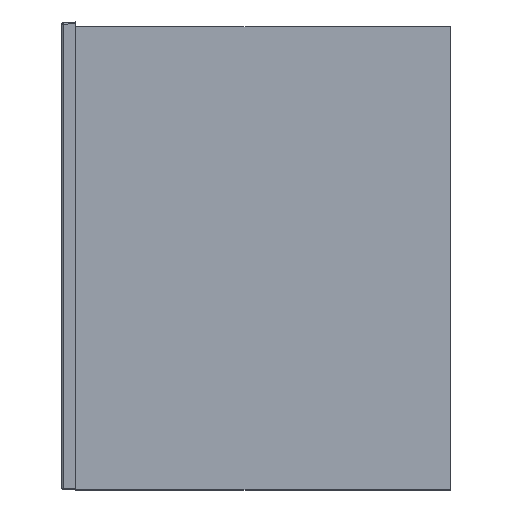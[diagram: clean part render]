
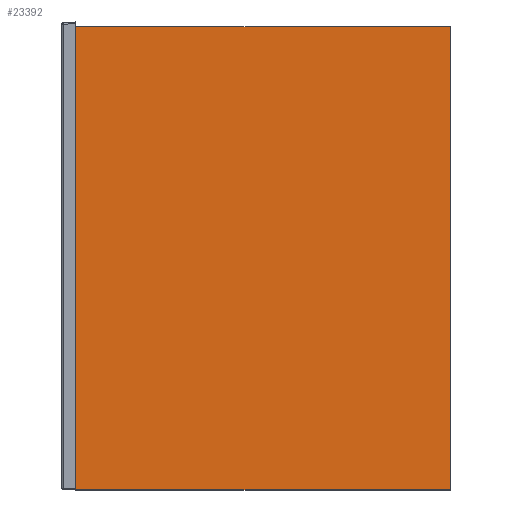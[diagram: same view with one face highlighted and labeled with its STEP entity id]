
A CAD part, left-side view. The second image highlights one B-rep face of the part: STEP entity #23392.
In plain terms, the highlighted face is planar.
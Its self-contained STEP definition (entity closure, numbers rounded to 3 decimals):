
#61 = ORIENTED_EDGE ( 'NONE', *, *, #4813, .T. ) ;
#1220 = LINE ( 'NONE', #22675, #31945 ) ;
#4813 = EDGE_CURVE ( 'NONE', #27302, #28076, #10062, .T. ) ;
#5689 = EDGE_CURVE ( 'NONE', #28278, #27302, #22767, .T. ) ;
#6086 = CARTESIAN_POINT ( 'NONE',  ( -247.5, -200., 33. ) ) ;
#6700 = VECTOR ( 'NONE', #8120, 1000. ) ;
#7281 = VECTOR ( 'NONE', #9704, 1000. ) ;
#7698 = ORIENTED_EDGE ( 'NONE', *, *, #5689, .T. ) ;
#8120 = DIRECTION ( 'NONE',  ( 1., 0., 0. ) ) ;
#8752 = DIRECTION ( 'NONE',  ( 0., -1., 0. ) ) ;
#9522 = CARTESIAN_POINT ( 'NONE',  ( 247.5, 200., 33. ) ) ;
#9629 = DIRECTION ( 'NONE',  ( 0., 0., -1. ) ) ;
#9704 = DIRECTION ( 'NONE',  ( 0., 1., 0. ) ) ;
#9813 = CARTESIAN_POINT ( 'NONE',  ( 0., 0., 33. ) ) ;
#10062 = LINE ( 'NONE', #9522, #7281 ) ;
#11365 = CARTESIAN_POINT ( 'NONE',  ( -247.5, -200., 33. ) ) ;
#11673 = EDGE_CURVE ( 'NONE', #28076, #33388, #1220, .T. ) ;
#13342 = CARTESIAN_POINT ( 'NONE',  ( 247.5, -200., 33. ) ) ;
#20150 = CARTESIAN_POINT ( 'NONE',  ( -247.5, 200., 33. ) ) ;
#20284 = LINE ( 'NONE', #25610, #35566 ) ;
#21988 = AXIS2_PLACEMENT_3D ( 'NONE', #9813, #9629, #26669 ) ;
#22675 = CARTESIAN_POINT ( 'NONE',  ( -247.5, 200., 33. ) ) ;
#22767 = LINE ( 'NONE', #6086, #6700 ) ;
#22943 = EDGE_LOOP ( 'NONE', ( #61, #35866, #24795, #7698 ) ) ;
#23392 = ADVANCED_FACE ( 'NONE', ( #26309 ), #27032, .F. ) ;
#24795 = ORIENTED_EDGE ( 'NONE', *, *, #27574, .T. ) ;
#25610 = CARTESIAN_POINT ( 'NONE',  ( -247.5, 200., 33. ) ) ;
#26309 = FACE_OUTER_BOUND ( 'NONE', #22943, .T. ) ;
#26669 = DIRECTION ( 'NONE',  ( 1., 0., 0. ) ) ;
#27032 = PLANE ( 'NONE',  #21988 ) ;
#27302 = VERTEX_POINT ( 'NONE', #13342 ) ;
#27574 = EDGE_CURVE ( 'NONE', #33388, #28278, #20284, .T. ) ;
#28076 = VERTEX_POINT ( 'NONE', #31185 ) ;
#28278 = VERTEX_POINT ( 'NONE', #11365 ) ;
#28691 = DIRECTION ( 'NONE',  ( -1., 0., 0. ) ) ;
#31185 = CARTESIAN_POINT ( 'NONE',  ( 247.5, 200., 33. ) ) ;
#31945 = VECTOR ( 'NONE', #28691, 1000. ) ;
#33388 = VERTEX_POINT ( 'NONE', #20150 ) ;
#35566 = VECTOR ( 'NONE', #8752, 1000. ) ;
#35866 = ORIENTED_EDGE ( 'NONE', *, *, #11673, .T. ) ;
